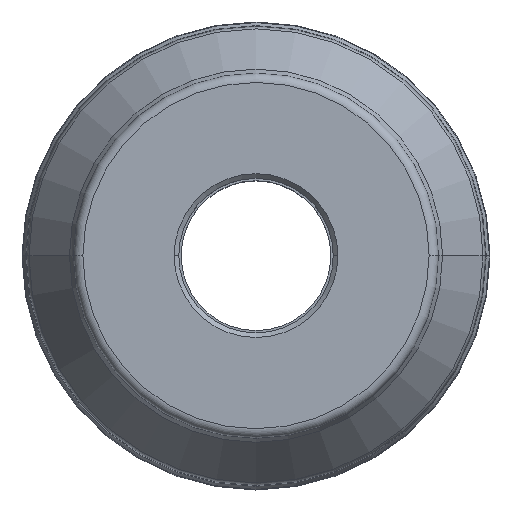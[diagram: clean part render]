
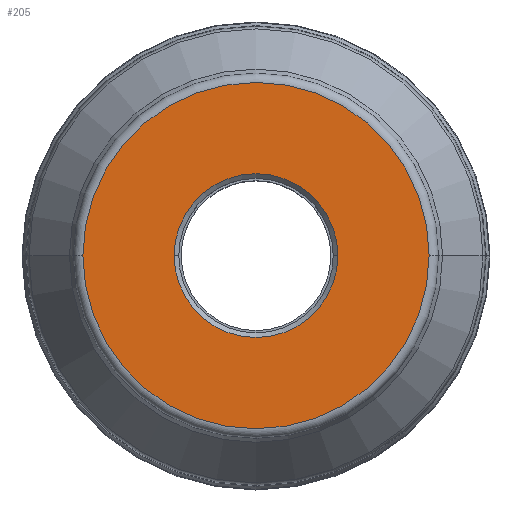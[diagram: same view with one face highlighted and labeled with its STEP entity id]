
A CAD part, top view. The second image highlights one B-rep face of the part: STEP entity #205.
In plain terms, the highlighted planar face has unit normal (0, 0, 1).
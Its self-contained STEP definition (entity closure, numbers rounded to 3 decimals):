
#73=PLANE('',#2172);
#82=FACE_BOUND('',#466,.T.);
#83=FACE_BOUND('',#467,.T.);
#205=ADVANCED_FACE('',(#82,#83),#73,.F.);
#466=EDGE_LOOP('',(#816,#817,#818,#819));
#467=EDGE_LOOP('',(#820,#821,#822,#823));
#816=ORIENTED_EDGE('',*,*,#1361,.F.);
#817=ORIENTED_EDGE('',*,*,#1362,.F.);
#818=ORIENTED_EDGE('',*,*,#1360,.F.);
#819=ORIENTED_EDGE('',*,*,#1359,.F.);
#820=ORIENTED_EDGE('',*,*,#1363,.F.);
#821=ORIENTED_EDGE('',*,*,#1364,.F.);
#822=ORIENTED_EDGE('',*,*,#1365,.F.);
#823=ORIENTED_EDGE('',*,*,#1366,.F.);
#1128=VERTEX_POINT('',#4462);
#1129=VERTEX_POINT('',#4464);
#1130=VERTEX_POINT('',#4466);
#1131=VERTEX_POINT('',#4470);
#1132=VERTEX_POINT('',#4473);
#1133=VERTEX_POINT('',#4474);
#1134=VERTEX_POINT('',#4476);
#1135=VERTEX_POINT('',#4478);
#1359=EDGE_CURVE('',#1129,#1130,#1653,.T.);
#1360=EDGE_CURVE('',#1130,#1128,#1654,.T.);
#1361=EDGE_CURVE('',#1131,#1129,#1655,.T.);
#1362=EDGE_CURVE('',#1128,#1131,#1656,.T.);
#1363=EDGE_CURVE('',#1132,#1133,#1657,.T.);
#1364=EDGE_CURVE('',#1134,#1132,#1658,.T.);
#1365=EDGE_CURVE('',#1135,#1134,#1659,.T.);
#1366=EDGE_CURVE('',#1133,#1135,#1660,.T.);
#1653=CIRCLE('',#2163,37.);
#1654=CIRCLE('',#2164,37.);
#1655=CIRCLE('',#2166,37.);
#1656=CIRCLE('',#2167,37.);
#1657=CIRCLE('',#2168,17.5);
#1658=CIRCLE('',#2169,17.5);
#1659=CIRCLE('',#2170,17.5);
#1660=CIRCLE('',#2171,17.5);
#2163=AXIS2_PLACEMENT_3D('',#4465,#2665,#2666);
#2164=AXIS2_PLACEMENT_3D('',#4467,#2667,#2668);
#2166=AXIS2_PLACEMENT_3D('',#4469,#2671,#2672);
#2167=AXIS2_PLACEMENT_3D('',#4471,#2673,#2674);
#2168=AXIS2_PLACEMENT_3D('',#4472,#2675,#2676);
#2169=AXIS2_PLACEMENT_3D('',#4475,#2677,#2678);
#2170=AXIS2_PLACEMENT_3D('',#4477,#2679,#2680);
#2171=AXIS2_PLACEMENT_3D('',#4479,#2681,#2682);
#2172=AXIS2_PLACEMENT_3D('',#4480,#2683,#2684);
#2665=DIRECTION('',(0.,0.,-1.));
#2666=DIRECTION('',(1.,0.,0.));
#2667=DIRECTION('',(0.,0.,-1.));
#2668=DIRECTION('',(1.,-0.001,0.));
#2671=DIRECTION('',(0.,0.,-1.));
#2672=DIRECTION('',(-1.,0.001,0.));
#2673=DIRECTION('',(0.,0.,-1.));
#2674=DIRECTION('',(-1.,0.,0.));
#2675=DIRECTION('',(0.,0.,1.));
#2676=DIRECTION('',(0.,-1.,0.));
#2677=DIRECTION('',(0.,0.,1.));
#2678=DIRECTION('',(-1.,0.,0.));
#2679=DIRECTION('',(0.,0.,1.));
#2680=DIRECTION('',(0.,1.,0.));
#2681=DIRECTION('',(0.,0.,1.));
#2682=DIRECTION('',(1.,0.,0.));
#2683=DIRECTION('',(0.,0.,-1.));
#2684=DIRECTION('',(1.,0.,0.));
#4462=CARTESIAN_POINT('',(-37.,0.,0.));
#4464=CARTESIAN_POINT('',(37.,0.,0.));
#4465=CARTESIAN_POINT('',(0.,0.,0.));
#4466=CARTESIAN_POINT('',(37.,-0.021,0.));
#4467=CARTESIAN_POINT('',(0.,0.,0.));
#4469=CARTESIAN_POINT('',(0.,0.,0.));
#4470=CARTESIAN_POINT('',(-37.,0.021,0.));
#4471=CARTESIAN_POINT('',(0.,0.,0.));
#4472=CARTESIAN_POINT('',(0.,0.,0.));
#4473=CARTESIAN_POINT('',(0.,-17.5,0.));
#4474=CARTESIAN_POINT('',(17.5,0.,0.));
#4475=CARTESIAN_POINT('',(0.,0.,0.));
#4476=CARTESIAN_POINT('',(-17.5,0.,0.));
#4477=CARTESIAN_POINT('',(0.,0.,0.));
#4478=CARTESIAN_POINT('',(0.,17.5,0.));
#4479=CARTESIAN_POINT('',(0.,0.,0.));
#4480=CARTESIAN_POINT('',(0.,0.,0.));
